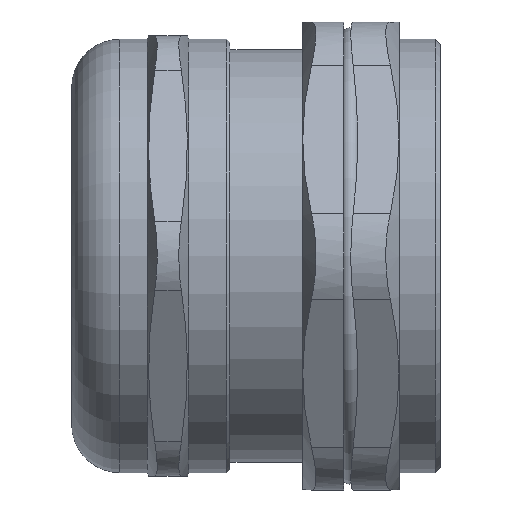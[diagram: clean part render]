
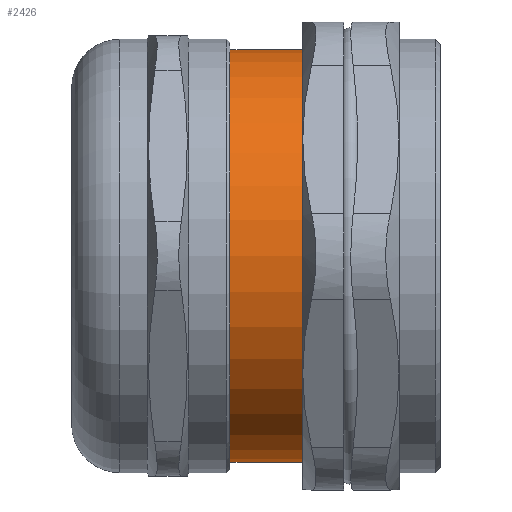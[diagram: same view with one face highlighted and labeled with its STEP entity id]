
A CAD part, left-side view. The second image highlights one B-rep face of the part: STEP entity #2426.
In plain terms, the highlighted cylindrical face has radius 30 mm (diameter 60 mm), a full revolution.
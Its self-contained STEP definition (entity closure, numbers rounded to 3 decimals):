
#125=CYLINDRICAL_SURFACE('',#2629,30.);
#292=LINE('',#5245,#455);
#455=VECTOR('',#3099,30.);
#657=FACE_OUTER_BOUND('',#812,.T.);
#812=EDGE_LOOP('',(#2010,#2011,#2012,#2013));
#874=CIRCLE('',#2515,30.);
#917=CIRCLE('',#2630,30.);
#1001=VERTEX_POINT('',#4151);
#1104=VERTEX_POINT('',#5244);
#1247=EDGE_CURVE('',#1001,#1001,#874,.T.);
#1419=EDGE_CURVE('',#1001,#1104,#292,.T.);
#1420=EDGE_CURVE('',#1104,#1104,#917,.T.);
#2010=ORIENTED_EDGE('',*,*,#1247,.T.);
#2011=ORIENTED_EDGE('',*,*,#1419,.T.);
#2012=ORIENTED_EDGE('',*,*,#1420,.T.);
#2013=ORIENTED_EDGE('',*,*,#1419,.F.);
#2426=ADVANCED_FACE('',(#657),#125,.T.);
#2515=AXIS2_PLACEMENT_3D('',#4152,#2772,#2773);
#2629=AXIS2_PLACEMENT_3D('',#5243,#3097,#3098);
#2630=AXIS2_PLACEMENT_3D('',#5246,#3100,#3101);
#2772=DIRECTION('center_axis',(0.,-1.,0.));
#2773=DIRECTION('ref_axis',(-1.,0.,-0.001));
#3097=DIRECTION('center_axis',(0.,1.,0.));
#3098=DIRECTION('ref_axis',(-1.,0.,-0.001));
#3099=DIRECTION('',(0.,-1.,0.));
#3100=DIRECTION('center_axis',(0.,1.,0.));
#3101=DIRECTION('ref_axis',(-1.,0.,-0.001));
#4151=CARTESIAN_POINT('',(30.,30.578,0.029));
#4152=CARTESIAN_POINT('Origin',(0.,30.578,
0.));
#5243=CARTESIAN_POINT('Origin',(0.,27.,0.));
#5244=CARTESIAN_POINT('',(30.,20.,0.029));
#5245=CARTESIAN_POINT('',(30.,27.,0.029));
#5246=CARTESIAN_POINT('Origin',(0.,20.,0.));
